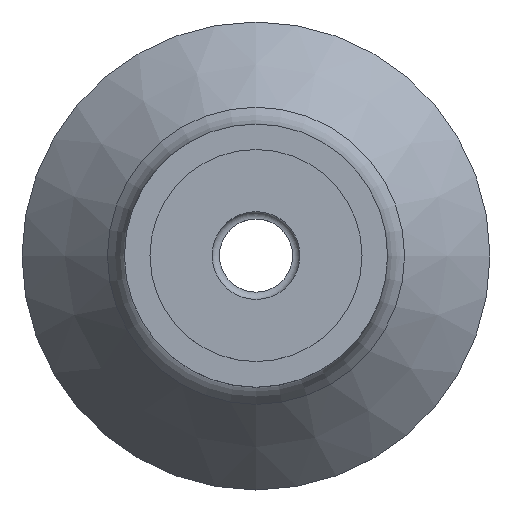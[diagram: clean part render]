
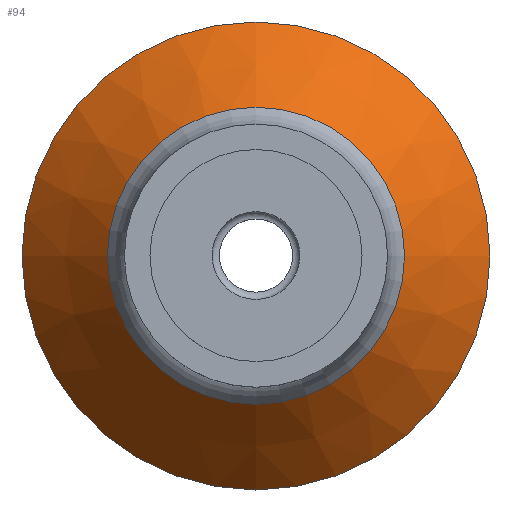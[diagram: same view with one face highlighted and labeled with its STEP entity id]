
A CAD part, top view. The second image highlights one B-rep face of the part: STEP entity #94.
In plain terms, the highlighted conical face has half-angle 39.806 degrees and reference radius 10.159 mm.
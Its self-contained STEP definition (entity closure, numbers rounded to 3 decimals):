
#94 = ADVANCED_FACE( '', ( #147, #148 ), #149, .T. );
#147 = FACE_OUTER_BOUND( '', #205, .T. );
#148 = FACE_BOUND( '', #206, .T. );
#149 = CONICAL_SURFACE( '', #207, 10.159, 0.695 );
#205 = EDGE_LOOP( '', ( #303 ) );
#206 = EDGE_LOOP( '', ( #304 ) );
#207 = AXIS2_PLACEMENT_3D( '', #305, #306, #307 );
#303 = ORIENTED_EDGE( '', *, *, #341, .T. );
#304 = ORIENTED_EDGE( '', *, *, #342, .F. );
#305 = CARTESIAN_POINT( '', ( 0., 0., 7.809 ) );
#306 = DIRECTION( '', ( 0., 0., -1. ) );
#307 = DIRECTION( '', ( -1., 0., 0. ) );
#341 = EDGE_CURVE( '', #395, #395, #396, .T. );
#342 = EDGE_CURVE( '', #397, #397, #398, .T. );
#395 = VERTEX_POINT( '', #435 );
#396 = CIRCLE( '', #436, 16. );
#397 = VERTEX_POINT( '', #437 );
#398 = CIRCLE( '', #438, 10.159 );
#435 = CARTESIAN_POINT( '', ( 16., 0., 0.8 ) );
#436 = AXIS2_PLACEMENT_3D( '', #495, #496, #497 );
#437 = CARTESIAN_POINT( '', ( 10.159, 0., 7.809 ) );
#438 = AXIS2_PLACEMENT_3D( '', #498, #499, #500 );
#495 = CARTESIAN_POINT( '', ( 0., 0., 0.8 ) );
#496 = DIRECTION( '', ( 0., 0., 1. ) );
#497 = DIRECTION( '', ( 1., 0., 0. ) );
#498 = CARTESIAN_POINT( '', ( 0., 0., 7.809 ) );
#499 = DIRECTION( '', ( 0., 0., 1. ) );
#500 = DIRECTION( '', ( 1., 0., 0. ) );
